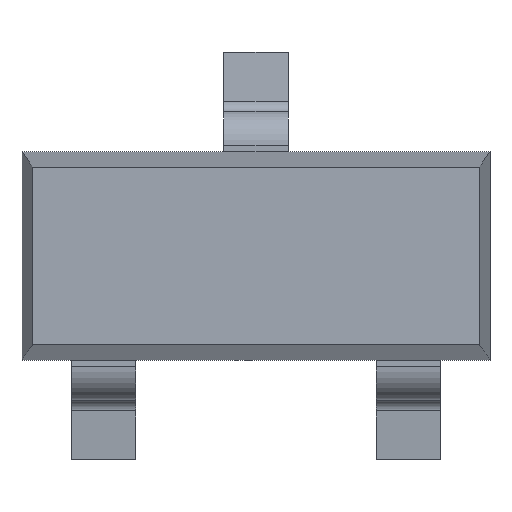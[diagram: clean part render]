
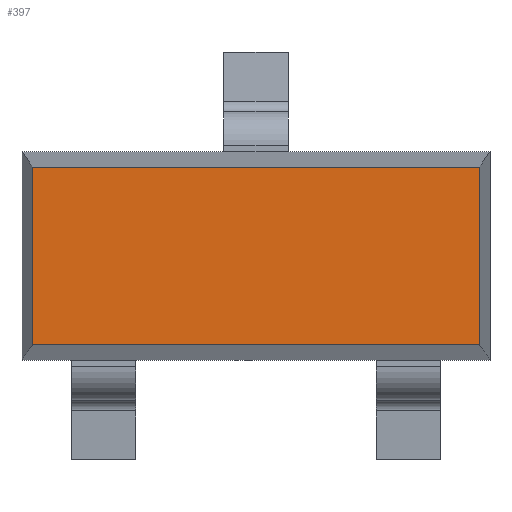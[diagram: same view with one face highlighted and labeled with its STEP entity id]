
A CAD part, top view. The second image highlights one B-rep face of the part: STEP entity #397.
In plain terms, the highlighted planar face has unit normal (0, 0, 1).
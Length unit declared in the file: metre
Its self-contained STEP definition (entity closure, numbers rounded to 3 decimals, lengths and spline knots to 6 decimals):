
#265 = EDGE_CURVE( '', #706, #707, #708, .T. );
#267 = EDGE_CURVE( '', #710, #711, #712, .T. );
#287 = EDGE_CURVE( '', #711, #706, #743, .T. );
#397 = ADVANCED_FACE( '', ( #907 ), #908, .T. );
#419 = EDGE_CURVE( '', #707, #710, #937, .T. );
#706 = VERTEX_POINT( '', #1279 );
#707 = VERTEX_POINT( '', #1280 );
#708 = LINE( '', #1281, #1282 );
#710 = VERTEX_POINT( '', #1285 );
#711 = VERTEX_POINT( '', #1286 );
#712 = LINE( '', #1287, #1288 );
#743 = LINE( '', #1327, #1328 );
#907 = FACE_OUTER_BOUND( '', #1566, .T. );
#908 = PLANE( '', #1567 );
#937 = LINE( '', #1606, #1607 );
#1279 = CARTESIAN_POINT( '', ( 0.001392, -0.000553, 0.001005 ) );
#1280 = CARTESIAN_POINT( '', ( 0.001392, 0.000553, 0.001005 ) );
#1281 = CARTESIAN_POINT( '', ( 0.001392, -0.000553, 0.001005 ) );
#1282 = VECTOR( '', #2026, 1. );
#1285 = CARTESIAN_POINT( '', ( -0.001392, 0.000553, 0.001005 ) );
#1286 = CARTESIAN_POINT( '', ( -0.001392, -0.000553, 0.001005 ) );
#1287 = CARTESIAN_POINT( '', ( -0.001392, 0.000553, 0.001005 ) );
#1288 = VECTOR( '', #2027, 1. );
#1327 = CARTESIAN_POINT( '', ( -0.001392, -0.000553, 0.001005 ) );
#1328 = VECTOR( '', #2074, 1. );
#1566 = EDGE_LOOP( '', ( #2253, #2254, #2255, #2256 ) );
#1567 = AXIS2_PLACEMENT_3D( '', #2257, #2258, #2259 );
#1606 = CARTESIAN_POINT( '', ( 0.001392, 0.000553, 0.001005 ) );
#1607 = VECTOR( '', #2307, 1. );
#2026 = DIRECTION( '', ( 0., 1., 0. ) );
#2027 = DIRECTION( '', ( 0., -1., 0. ) );
#2074 = DIRECTION( '', ( 1., 0., 0. ) );
#2253 = ORIENTED_EDGE( '', *, *, #267, .T. );
#2254 = ORIENTED_EDGE( '', *, *, #287, .T. );
#2255 = ORIENTED_EDGE( '', *, *, #265, .T. );
#2256 = ORIENTED_EDGE( '', *, *, #419, .T. );
#2257 = CARTESIAN_POINT( '', ( 0., 0., 0.001005 ) );
#2258 = DIRECTION( '', ( 0., 0., 1. ) );
#2259 = DIRECTION( '', ( 1., 0., 0. ) );
#2307 = DIRECTION( '', ( -1., 0., 0. ) );
